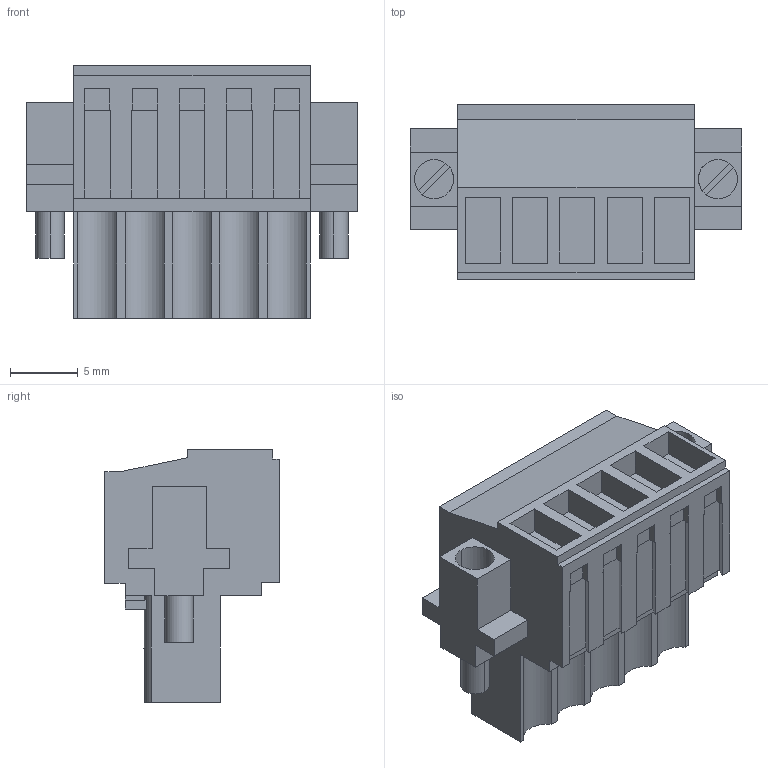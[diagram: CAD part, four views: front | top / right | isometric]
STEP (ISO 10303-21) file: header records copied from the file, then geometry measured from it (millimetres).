
FILE_DESCRIPTION(('CATIA V5R24 STEP','CAx-IF Rec.Pracs.--- Model Styling and Organization---1.2---2011-12-15'),'2;1');
FILE_NAME ('D1453266_0_1606670000_1606670000.stp','2017-05-09T12:50:43+00:00',('none'),('Weidmueller'),'CATIA Version 5-6 Release 2014 SP4 HF52','CATIA V5 STEP AP214','none');
FILE_SCHEMA(('AUTOMOTIVE_DESIGN { 1 0 10303 214 1 1 1 1 }'));
Length unit declared in the file: millimetre
Products named in the file (1): 1606670000
Bounding box: 24.5 x 12.9 x 18.7 mm (x, y, z)
Volume: 2811.6 mm3; surface area: 2697.5 mm2
Topology: 8 solids, 8 shells, 375 faces, 1031 edges, 698 vertices
Faces by surface type: plane 325, cylinder 50
Entity records: 11758 total; most frequent: CARTESIAN_POINT 2201, ORIENTED_EDGE 2062, DIRECTION 1587, EDGE_CURVE 1031, VECTOR 869, LINE 869, VERTEX_POINT 698, AXIS2_PLACEMENT_3D 431
